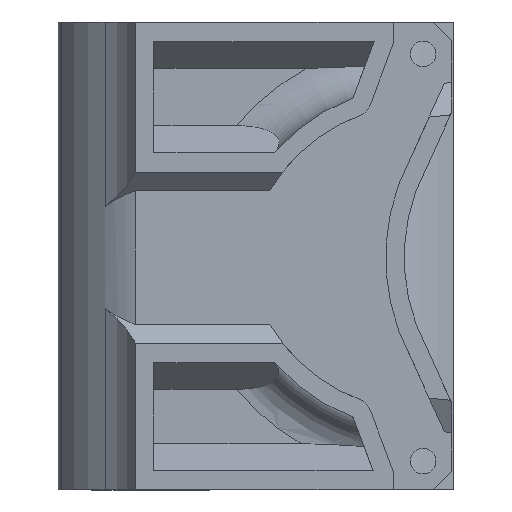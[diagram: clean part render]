
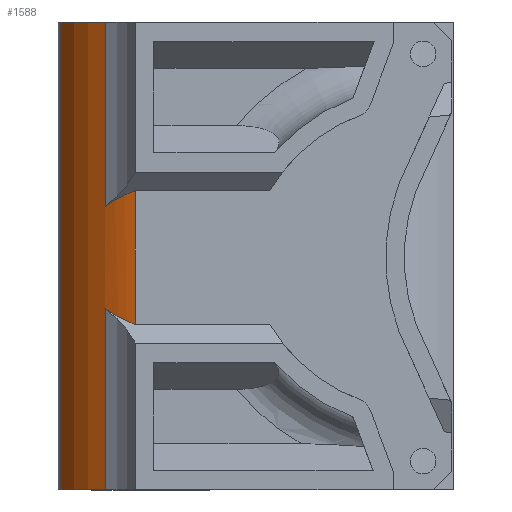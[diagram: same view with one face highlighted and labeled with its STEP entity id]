
A CAD part, left-side view. The second image highlights one B-rep face of the part: STEP entity #1588.
In plain terms, the highlighted cylindrical face has radius 14.964 mm (diameter 29.927 mm), a partial arc.
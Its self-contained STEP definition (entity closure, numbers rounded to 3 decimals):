
#9 = CARTESIAN_POINT ( 'NONE',  ( 2.086, 37.42, 19.535 ) ) ;
#11 = VERTEX_POINT ( 'NONE', #2185 ) ;
#42 = VERTEX_POINT ( 'NONE', #275 ) ;
#62 = LINE ( 'NONE', #752, #363 ) ;
#68 = VERTEX_POINT ( 'NONE', #1842 ) ;
#140 = CARTESIAN_POINT ( 'NONE',  ( 14.457, 29.002, 0. ) ) ;
#182 = VERTEX_POINT ( 'NONE', #762 ) ;
#195 = EDGE_CURVE ( 'NONE', #42, #1550, #2024, .T. ) ;
#223 = CARTESIAN_POINT ( 'NONE',  ( 0.411, 34.163, 17.861 ) ) ;
#231 = AXIS2_PLACEMENT_3D ( 'NONE', #636, #803, #1287 ) ;
#236 = CARTESIAN_POINT ( 'NONE',  ( 0.411, 34.163, 32.304 ) ) ;
#247 = CARTESIAN_POINT ( 'NONE',  ( 0.835, 35.315, 31.881 ) ) ;
#251 = DIRECTION ( 'NONE',  ( 0., 0., 1. ) ) ;
#275 = CARTESIAN_POINT ( 'NONE',  ( 0.411, 34.163, 32.304 ) ) ;
#355 = ORIENTED_EDGE ( 'NONE', *, *, #789, .T. ) ;
#363 = VECTOR ( 'NONE', #251, 1000. ) ;
#394 = EDGE_CURVE ( 'NONE', #182, #68, #1987, .T. ) ;
#419 = DIRECTION ( 'NONE',  ( 0., 0., -1. ) ) ;
#453 = DIRECTION ( 'NONE',  ( 1., 0., 0. ) ) ;
#508 = CARTESIAN_POINT ( 'NONE',  ( 2.086, 37.42, 19.535 ) ) ;
#543 = VECTOR ( 'NONE', #1634, 1000. ) ;
#636 = CARTESIAN_POINT ( 'NONE',  ( 14.457, 29.002, -44.278 ) ) ;
#745 = ORIENTED_EDGE ( 'NONE', *, *, #1986, .T. ) ;
#752 = CARTESIAN_POINT ( 'NONE',  ( 2.086, 37.42, -44.278 ) ) ;
#757 = LINE ( 'NONE', #1437, #935 ) ;
#760 = ORIENTED_EDGE ( 'NONE', *, *, #195, .T. ) ;
#762 = CARTESIAN_POINT ( 'NONE',  ( 7.234, 42.107, 50.5 ) ) ;
#779 = CARTESIAN_POINT ( 'NONE',  ( 2.086, 37.42, 30.63 ) ) ;
#781 = VERTEX_POINT ( 'NONE', #2093 ) ;
#789 = EDGE_CURVE ( 'NONE', #781, #1739, #62, .T. ) ;
#803 = DIRECTION ( 'NONE',  ( 0., 0., 1. ) ) ;
#815 = VERTEX_POINT ( 'NONE', #1920 ) ;
#826 = CIRCLE ( 'NONE', #1712, 14.964 ) ;
#935 = VECTOR ( 'NONE', #1422, 1000. ) ;
#937 = AXIS2_PLACEMENT_3D ( 'NONE', #1442, #419, #1103 ) ;
#944 = ORIENTED_EDGE ( 'NONE', *, *, #1407, .T. ) ;
#1103 = DIRECTION ( 'NONE',  ( 1., 0., 0. ) ) ;
#1131 = CARTESIAN_POINT ( 'NONE',  ( 7.234, 42.107, -44.278 ) ) ;
#1178 = CARTESIAN_POINT ( 'NONE',  ( 0.835, 35.315, 18.284 ) ) ;
#1195 = EDGE_LOOP ( 'NONE', ( #745, #1957, #2061, #355, #1626, #1385, #760, #944 ) ) ;
#1287 = DIRECTION ( 'NONE',  ( 1., 0., 0. ) ) ;
#1305 = CARTESIAN_POINT ( 'NONE',  ( 0.411, 34.163, -44.278 ) ) ;
#1328 = LINE ( 'NONE', #1305, #543 ) ;
#1331 = DIRECTION ( 'NONE',  ( 0., 0., 1. ) ) ;
#1385 = ORIENTED_EDGE ( 'NONE', *, *, #1656, .T. ) ;
#1407 = EDGE_CURVE ( 'NONE', #1550, #11, #757, .T. ) ;
#1422 = DIRECTION ( 'NONE',  ( 0., 0., 1. ) ) ;
#1437 = CARTESIAN_POINT ( 'NONE',  ( 2.086, 37.42, -44.278 ) ) ;
#1442 = CARTESIAN_POINT ( 'NONE',  ( 14.457, 29.002, 50.5 ) ) ;
#1490 = FACE_OUTER_BOUND ( 'NONE', #1195, .T. ) ;
#1517 = CARTESIAN_POINT ( 'NONE',  ( 1.396, 36.406, 18.845 ) ) ;
#1550 = VERTEX_POINT ( 'NONE', #779 ) ;
#1588 = ADVANCED_FACE ( 'NONE', ( #1490 ), #1815, .T. ) ;
#1626 = ORIENTED_EDGE ( 'NONE', *, *, #1861, .T. ) ;
#1634 = DIRECTION ( 'NONE',  ( 0., 0., 1. ) ) ;
#1656 = EDGE_CURVE ( 'NONE', #815, #42, #1328, .T. ) ;
#1712 = AXIS2_PLACEMENT_3D ( 'NONE', #140, #1331, #453 ) ;
#1725 = CARTESIAN_POINT ( 'NONE',  ( 1.396, 36.406, 31.32 ) ) ;
#1739 = VERTEX_POINT ( 'NONE', #9 ) ;
#1742 = VECTOR ( 'NONE', #2132, 1000. ) ;
#1815 = CYLINDRICAL_SURFACE ( 'NONE', #231, 14.964 ) ;
#1842 = CARTESIAN_POINT ( 'NONE',  ( 7.234, 42.107, 0. ) ) ;
#1861 = EDGE_CURVE ( 'NONE', #1739, #815, #2175, .T. ) ;
#1891 = CIRCLE ( 'NONE', #937, 14.964 ) ;
#1920 = CARTESIAN_POINT ( 'NONE',  ( 0.411, 34.163, 17.861 ) ) ;
#1957 = ORIENTED_EDGE ( 'NONE', *, *, #394, .T. ) ;
#1986 = EDGE_CURVE ( 'NONE', #11, #182, #1891, .T. ) ;
#1987 = LINE ( 'NONE', #1131, #1742 ) ;
#2024 =( BOUNDED_CURVE ( )  B_SPLINE_CURVE ( 3, ( #236, #247, #1725, #2089 ),
 .UNSPECIFIED., .F., .T. ) 
 B_SPLINE_CURVE_WITH_KNOTS ( ( 4, 4 ),
 ( 0.352, 0.597 ),
 .UNSPECIFIED. ) 
 CURVE ( )  GEOMETRIC_REPRESENTATION_ITEM ( )  RATIONAL_B_SPLINE_CURVE ( ( 1., 0.995, 0.995, 1. ) ) 
 REPRESENTATION_ITEM ( '' )  );
#2061 = ORIENTED_EDGE ( 'NONE', *, *, #2067, .T. ) ;
#2067 = EDGE_CURVE ( 'NONE', #68, #781, #826, .T. ) ;
#2089 = CARTESIAN_POINT ( 'NONE',  ( 2.086, 37.42, 30.63 ) ) ;
#2093 = CARTESIAN_POINT ( 'NONE',  ( 2.086, 37.42, 0. ) ) ;
#2132 = DIRECTION ( 'NONE',  ( 0., 0., -1. ) ) ;
#2175 =( BOUNDED_CURVE ( )  B_SPLINE_CURVE ( 3, ( #508, #1517, #1178, #223 ),
 .UNSPECIFIED., .F., .T. ) 
 B_SPLINE_CURVE_WITH_KNOTS ( ( 4, 4 ),
 ( 2.544, 2.789 ),
 .UNSPECIFIED. ) 
 CURVE ( )  GEOMETRIC_REPRESENTATION_ITEM ( )  RATIONAL_B_SPLINE_CURVE ( ( 1., 0.995, 0.995, 1. ) ) 
 REPRESENTATION_ITEM ( '' )  );
#2185 = CARTESIAN_POINT ( 'NONE',  ( 2.086, 37.42, 50.5 ) ) ;
